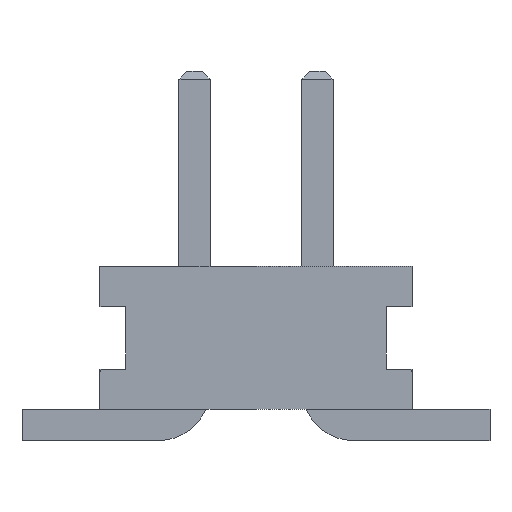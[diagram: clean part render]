
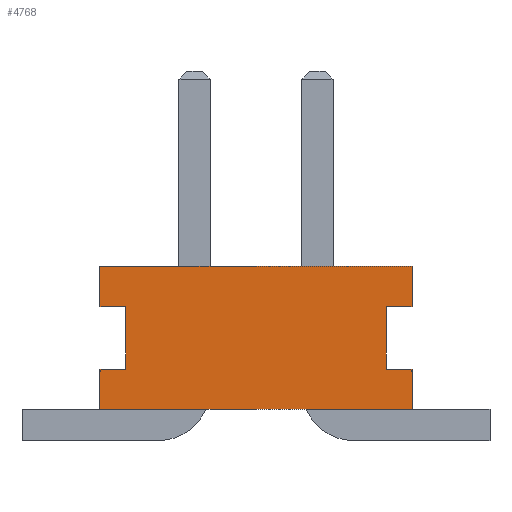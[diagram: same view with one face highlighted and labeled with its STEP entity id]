
A CAD part, front view. The second image highlights one B-rep face of the part: STEP entity #4768.
In plain terms, the highlighted planar face has unit normal (0, -1, 0).
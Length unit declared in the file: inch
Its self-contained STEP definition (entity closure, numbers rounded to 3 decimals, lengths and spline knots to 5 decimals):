
#343=DIRECTION('',(-1.,0.,0.));
#344=VECTOR('',#343,0.12);
#345=CARTESIAN_POINT('',(0.06,-0.07875,0.012));
#346=LINE('',#345,#344);
#347=DIRECTION('',(0.,0.,1.));
#348=VECTOR('',#347,0.0155);
#349=CARTESIAN_POINT('',(-0.06,-0.07875,0.012));
#350=LINE('',#349,#348);
#351=DIRECTION('',(0.,0.,1.));
#352=VECTOR('',#351,0.0155);
#353=CARTESIAN_POINT('',(-0.06,-0.07875,0.0515));
#354=LINE('',#353,#352);
#355=DIRECTION('',(1.,0.,0.));
#356=VECTOR('',#355,0.12);
#357=CARTESIAN_POINT('',(-0.06,-0.07875,0.067));
#358=LINE('',#357,#356);
#359=DIRECTION('',(0.,0.,-1.));
#360=VECTOR('',#359,0.0155);
#361=CARTESIAN_POINT('',(0.06,-0.07875,0.067));
#362=LINE('',#361,#360);
#363=DIRECTION('',(0.,0.,-1.));
#364=VECTOR('',#363,0.024);
#365=CARTESIAN_POINT('',(0.05,-0.07875,0.0515));
#366=LINE('',#365,#364);
#367=DIRECTION('',(-1.,0.,0.));
#368=VECTOR('',#367,0.01);
#369=CARTESIAN_POINT('',(0.06,-0.07875,0.0275));
#370=LINE('',#369,#368);
#463=DIRECTION('',(1.,0.,0.));
#464=VECTOR('',#463,0.01);
#465=CARTESIAN_POINT('',(0.05,-0.07875,0.0515));
#466=LINE('',#465,#464);
#815=DIRECTION('',(0.,0.,1.));
#816=VECTOR('',#815,0.0155);
#817=CARTESIAN_POINT('',(0.06,-0.07875,0.012));
#818=LINE('',#817,#816);
#1307=DIRECTION('',(-1.,0.,0.));
#1308=VECTOR('',#1307,0.01);
#1309=CARTESIAN_POINT('',(-0.05,-0.07875,0.0275));
#1310=LINE('',#1309,#1308);
#1763=DIRECTION('',(1.,0.,0.));
#1764=VECTOR('',#1763,0.01);
#1765=CARTESIAN_POINT('',(-0.06,-0.07875,0.0515));
#1766=LINE('',#1765,#1764);
#1847=DIRECTION('',(0.,0.,-1.));
#1848=VECTOR('',#1847,0.024);
#1849=CARTESIAN_POINT('',(-0.05,-0.07875,0.0515));
#1850=LINE('',#1849,#1848);
#3419=CARTESIAN_POINT('',(0.06,-0.07875,0.067));
#3420=VERTEX_POINT('',#3419);
#3421=CARTESIAN_POINT('',(-0.06,-0.07875,0.067));
#3422=VERTEX_POINT('',#3421);
#3487=CARTESIAN_POINT('',(0.06,-0.07875,0.012));
#3488=VERTEX_POINT('',#3487);
#3489=CARTESIAN_POINT('',(-0.06,-0.07875,0.012));
#3490=VERTEX_POINT('',#3489);
#3587=CARTESIAN_POINT('',(0.05,-0.07875,0.0275));
#3589=VERTEX_POINT('',#3587);
#3593=CARTESIAN_POINT('',(0.05,-0.07875,0.0515));
#3594=VERTEX_POINT('',#3593);
#3729=CARTESIAN_POINT('',(0.06,-0.07875,0.0515));
#3730=VERTEX_POINT('',#3729);
#3733=CARTESIAN_POINT('',(-0.06,-0.07875,0.0275));
#3734=VERTEX_POINT('',#3733);
#3745=CARTESIAN_POINT('',(-0.06,-0.07875,0.0515));
#3746=VERTEX_POINT('',#3745);
#3749=CARTESIAN_POINT('',(0.06,-0.07875,0.0275));
#3750=VERTEX_POINT('',#3749);
#3751=CARTESIAN_POINT('',(-0.05,-0.07875,0.0515));
#3752=VERTEX_POINT('',#3751);
#3753=CARTESIAN_POINT('',(-0.05,-0.07875,0.0275));
#3754=VERTEX_POINT('',#3753);
#4739=CARTESIAN_POINT('',(0.,-0.07875,0.0395));
#4740=DIRECTION('',(0.,-1.,0.));
#4741=DIRECTION('',(-1.,0.,0.));
#4742=AXIS2_PLACEMENT_3D('',#4739,#4740,#4741);
#4743=PLANE('',#4742);
#4745=ORIENTED_EDGE('',*,*,#4744,.F.);
#4747=ORIENTED_EDGE('',*,*,#4746,.F.);
#4749=ORIENTED_EDGE('',*,*,#4748,.T.);
#4751=ORIENTED_EDGE('',*,*,#4750,.T.);
#4753=ORIENTED_EDGE('',*,*,#4752,.F.);
#4755=ORIENTED_EDGE('',*,*,#4754,.F.);
#4757=ORIENTED_EDGE('',*,*,#4756,.F.);
#4758=ORIENTED_EDGE('',*,*,#4723,.T.);
#4759=ORIENTED_EDGE('',*,*,#3856,.T.);
#4761=ORIENTED_EDGE('',*,*,#4760,.T.);
#4763=ORIENTED_EDGE('',*,*,#4762,.F.);
#4765=ORIENTED_EDGE('',*,*,#4764,.T.);
#4766=EDGE_LOOP('',(#4745,#4747,#4749,#4751,#4753,#4755,#4757,#4758,#4759,#4761,
#4763,#4765));
#4767=FACE_OUTER_BOUND('',#4766,.F.);
#4768=ADVANCED_FACE('',(#4767),#4743,.T.);
#3856=EDGE_CURVE('',#3422,#3420,#358,.T.);
#4723=EDGE_CURVE('',#3746,#3422,#354,.T.);
#4744=EDGE_CURVE('',#3750,#3589,#370,.T.);
#4746=EDGE_CURVE('',#3488,#3750,#818,.T.);
#4748=EDGE_CURVE('',#3488,#3490,#346,.T.);
#4750=EDGE_CURVE('',#3490,#3734,#350,.T.);
#4752=EDGE_CURVE('',#3754,#3734,#1310,.T.);
#4754=EDGE_CURVE('',#3752,#3754,#1850,.T.);
#4756=EDGE_CURVE('',#3746,#3752,#1766,.T.);
#4760=EDGE_CURVE('',#3420,#3730,#362,.T.);
#4762=EDGE_CURVE('',#3594,#3730,#466,.T.);
#4764=EDGE_CURVE('',#3594,#3589,#366,.T.);
